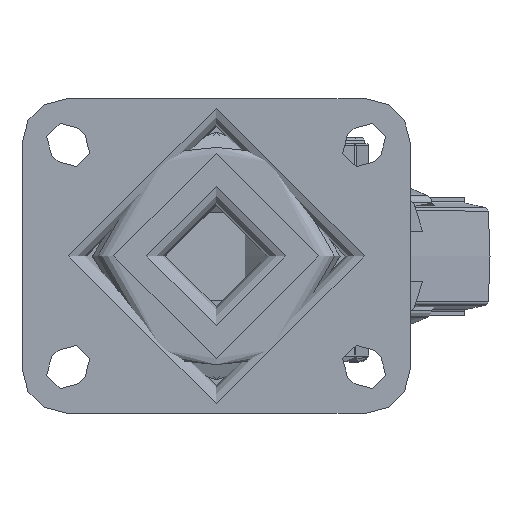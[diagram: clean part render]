
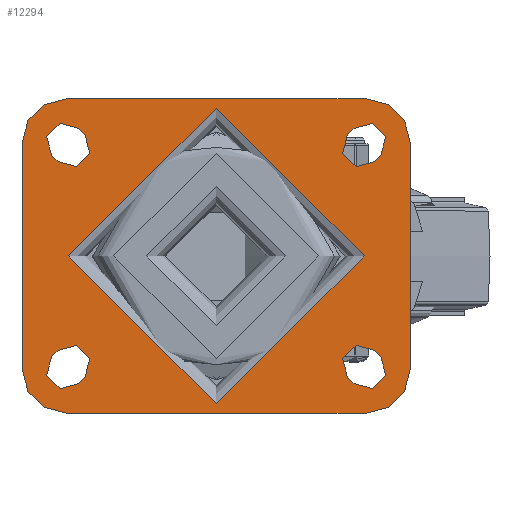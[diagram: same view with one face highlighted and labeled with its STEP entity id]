
A CAD part, top view. The second image highlights one B-rep face of the part: STEP entity #12294.
In plain terms, the highlighted planar face has unit normal (0, 0, 1).
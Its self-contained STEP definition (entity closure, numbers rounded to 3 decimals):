
#1150=FACE_BOUND('',#4474,.T.);
#1151=FACE_BOUND('',#4475,.T.);
#1152=FACE_BOUND('',#4476,.T.);
#1153=FACE_BOUND('',#4477,.T.);
#1154=FACE_BOUND('',#4478,.T.);
#1349=PLANE('',#13483);
#1880=LINE('',#22411,#2626);
#1881=LINE('',#22412,#2627);
#1882=LINE('',#22413,#2628);
#1883=LINE('',#22414,#2629);
#1884=LINE('',#22415,#2630);
#1885=LINE('',#22416,#2631);
#1886=LINE('',#22417,#2632);
#1887=LINE('',#22418,#2633);
#1888=LINE('',#22419,#2634);
#1889=LINE('',#22420,#2635);
#1890=LINE('',#22421,#2636);
#1891=LINE('',#22422,#2637);
#2626=VECTOR('',#15765,1000.);
#2627=VECTOR('',#15766,1000.);
#2628=VECTOR('',#15767,1000.);
#2629=VECTOR('',#15768,1000.);
#2630=VECTOR('',#15769,1000.);
#2631=VECTOR('',#15770,1000.);
#2632=VECTOR('',#15771,1000.);
#2633=VECTOR('',#15772,1000.);
#2634=VECTOR('',#15773,1000.);
#2635=VECTOR('',#15774,1000.);
#2636=VECTOR('',#15775,1000.);
#2637=VECTOR('',#15776,1000.);
#3611=FACE_OUTER_BOUND('',#4473,.T.);
#4473=EDGE_LOOP('',(#10338,#10339,#10340,#10341,#10342,#10343,#10344,#10345));
#4474=EDGE_LOOP('',(#10346));
#4475=EDGE_LOOP('',(#10347,#10348,#10349,#10350));
#4476=EDGE_LOOP('',(#10351,#10352,#10353,#10354));
#4477=EDGE_LOOP('',(#10355,#10356,#10357,#10358));
#4478=EDGE_LOOP('',(#10359,#10360,#10361,#10362));
#5102=CIRCLE('',#13407,5.125);
#5103=CIRCLE('',#13409,5.125);
#5106=CIRCLE('',#13413,5.125);
#5107=CIRCLE('',#13415,5.125);
#5109=CIRCLE('',#13418,5.125);
#5112=CIRCLE('',#13422,5.125);
#5113=CIRCLE('',#13424,5.125);
#5116=CIRCLE('',#13428,5.125);
#5117=CIRCLE('',#13430,12.);
#5119=CIRCLE('',#13433,12.);
#5121=CIRCLE('',#13436,12.);
#5123=CIRCLE('',#13439,12.);
#5126=CIRCLE('',#13444,40.);
#6003=VERTEX_POINT('',#22240);
#6004=VERTEX_POINT('',#22242);
#6005=VERTEX_POINT('',#22246);
#6006=VERTEX_POINT('',#22247);
#6011=VERTEX_POINT('',#22258);
#6012=VERTEX_POINT('',#22260);
#6013=VERTEX_POINT('',#22264);
#6014=VERTEX_POINT('',#22265);
#6017=VERTEX_POINT('',#22273);
#6018=VERTEX_POINT('',#22274);
#6023=VERTEX_POINT('',#22285);
#6024=VERTEX_POINT('',#22287);
#6025=VERTEX_POINT('',#22291);
#6026=VERTEX_POINT('',#22292);
#6031=VERTEX_POINT('',#22303);
#6032=VERTEX_POINT('',#22305);
#6033=VERTEX_POINT('',#22309);
#6034=VERTEX_POINT('',#22310);
#6037=VERTEX_POINT('',#22318);
#6038=VERTEX_POINT('',#22319);
#6041=VERTEX_POINT('',#22327);
#6042=VERTEX_POINT('',#22328);
#6045=VERTEX_POINT('',#22336);
#6046=VERTEX_POINT('',#22337);
#6050=VERTEX_POINT('',#22349);
#7481=EDGE_CURVE('',#6004,#6003,#5102,.T.);
#7483=EDGE_CURVE('',#6005,#6006,#5103,.T.);
#7489=EDGE_CURVE('',#6012,#6011,#5106,.T.);
#7491=EDGE_CURVE('',#6013,#6014,#5107,.T.);
#7495=EDGE_CURVE('',#6017,#6018,#5109,.T.);
#7501=EDGE_CURVE('',#6024,#6023,#5112,.T.);
#7503=EDGE_CURVE('',#6025,#6026,#5113,.T.);
#7509=EDGE_CURVE('',#6032,#6031,#5116,.T.);
#7511=EDGE_CURVE('',#6033,#6034,#5117,.T.);
#7515=EDGE_CURVE('',#6037,#6038,#5119,.T.);
#7519=EDGE_CURVE('',#6041,#6042,#5121,.T.);
#7523=EDGE_CURVE('',#6045,#6046,#5123,.T.);
#7529=EDGE_CURVE('',#6050,#6050,#5126,.T.);
#7558=EDGE_CURVE('',#6042,#6045,#1880,.T.);
#7559=EDGE_CURVE('',#6038,#6041,#1881,.T.);
#7560=EDGE_CURVE('',#6034,#6037,#1882,.T.);
#7561=EDGE_CURVE('',#6046,#6033,#1883,.T.);
#7562=EDGE_CURVE('',#6026,#6032,#1884,.T.);
#7563=EDGE_CURVE('',#6031,#6025,#1885,.T.);
#7564=EDGE_CURVE('',#6018,#6024,#1886,.T.);
#7565=EDGE_CURVE('',#6023,#6017,#1887,.T.);
#7566=EDGE_CURVE('',#6011,#6013,#1888,.T.);
#7567=EDGE_CURVE('',#6014,#6012,#1889,.T.);
#7568=EDGE_CURVE('',#6003,#6005,#1890,.T.);
#7569=EDGE_CURVE('',#6006,#6004,#1891,.T.);
#10338=ORIENTED_EDGE('',*,*,#7523,.F.);
#10339=ORIENTED_EDGE('',*,*,#7558,.F.);
#10340=ORIENTED_EDGE('',*,*,#7519,.F.);
#10341=ORIENTED_EDGE('',*,*,#7559,.F.);
#10342=ORIENTED_EDGE('',*,*,#7515,.F.);
#10343=ORIENTED_EDGE('',*,*,#7560,.F.);
#10344=ORIENTED_EDGE('',*,*,#7511,.F.);
#10345=ORIENTED_EDGE('',*,*,#7561,.F.);
#10346=ORIENTED_EDGE('',*,*,#7529,.F.);
#10347=ORIENTED_EDGE('',*,*,#7562,.T.);
#10348=ORIENTED_EDGE('',*,*,#7509,.T.);
#10349=ORIENTED_EDGE('',*,*,#7563,.T.);
#10350=ORIENTED_EDGE('',*,*,#7503,.T.);
#10351=ORIENTED_EDGE('',*,*,#7564,.T.);
#10352=ORIENTED_EDGE('',*,*,#7501,.T.);
#10353=ORIENTED_EDGE('',*,*,#7565,.T.);
#10354=ORIENTED_EDGE('',*,*,#7495,.T.);
#10355=ORIENTED_EDGE('',*,*,#7566,.T.);
#10356=ORIENTED_EDGE('',*,*,#7491,.T.);
#10357=ORIENTED_EDGE('',*,*,#7567,.T.);
#10358=ORIENTED_EDGE('',*,*,#7489,.T.);
#10359=ORIENTED_EDGE('',*,*,#7568,.T.);
#10360=ORIENTED_EDGE('',*,*,#7483,.T.);
#10361=ORIENTED_EDGE('',*,*,#7569,.T.);
#10362=ORIENTED_EDGE('',*,*,#7481,.T.);
#12294=ADVANCED_FACE('',(#3611,#1150,#1151,#1152,#1153,#1154),#1349,.T.);
#13407=AXIS2_PLACEMENT_3D('',#22243,#15583,#15584);
#13409=AXIS2_PLACEMENT_3D('',#22248,#15588,#15589);
#13413=AXIS2_PLACEMENT_3D('',#22261,#15599,#15600);
#13415=AXIS2_PLACEMENT_3D('',#22266,#15604,#15605);
#13418=AXIS2_PLACEMENT_3D('',#22275,#15612,#15613);
#13422=AXIS2_PLACEMENT_3D('',#22288,#15623,#15624);
#13424=AXIS2_PLACEMENT_3D('',#22293,#15628,#15629);
#13428=AXIS2_PLACEMENT_3D('',#22306,#15639,#15640);
#13430=AXIS2_PLACEMENT_3D('',#22311,#15644,#15645);
#13433=AXIS2_PLACEMENT_3D('',#22320,#15652,#15653);
#13436=AXIS2_PLACEMENT_3D('',#22329,#15660,#15661);
#13439=AXIS2_PLACEMENT_3D('',#22338,#15668,#15669);
#13444=AXIS2_PLACEMENT_3D('',#22350,#15681,#15682);
#13483=AXIS2_PLACEMENT_3D('',#22410,#15763,#15764);
#15583=DIRECTION('center_axis',(0.,0.,-1.));
#15584=DIRECTION('ref_axis',(-1.,0.,0.));
#15588=DIRECTION('center_axis',(0.,0.,-1.));
#15589=DIRECTION('ref_axis',(-1.,0.,0.));
#15599=DIRECTION('center_axis',(0.,0.,-1.));
#15600=DIRECTION('ref_axis',(-1.,0.,0.));
#15604=DIRECTION('center_axis',(0.,0.,-1.));
#15605=DIRECTION('ref_axis',(-1.,0.,0.));
#15612=DIRECTION('center_axis',(0.,0.,-1.));
#15613=DIRECTION('ref_axis',(1.,0.,0.));
#15623=DIRECTION('center_axis',(0.,0.,-1.));
#15624=DIRECTION('ref_axis',(1.,0.,0.));
#15628=DIRECTION('center_axis',(0.,0.,-1.));
#15629=DIRECTION('ref_axis',(1.,0.,0.));
#15639=DIRECTION('center_axis',(0.,0.,-1.));
#15640=DIRECTION('ref_axis',(1.,0.,0.));
#15644=DIRECTION('center_axis',(0.,0.,-1.));
#15645=DIRECTION('ref_axis',(-0.707,0.707,0.));
#15652=DIRECTION('center_axis',(0.,0.,-1.));
#15653=DIRECTION('ref_axis',(0.707,0.707,0.));
#15660=DIRECTION('center_axis',(0.,0.,-1.));
#15661=DIRECTION('ref_axis',(0.707,-0.707,0.));
#15668=DIRECTION('center_axis',(0.,0.,-1.));
#15669=DIRECTION('ref_axis',(-0.707,-0.707,0.));
#15681=DIRECTION('center_axis',(0.,0.,1.));
#15682=DIRECTION('ref_axis',(1.,0.,0.));
#15763=DIRECTION('center_axis',(0.,0.,1.));
#15764=DIRECTION('ref_axis',(1.,0.,0.));
#15765=DIRECTION('',(-1.,0.,0.));
#15766=DIRECTION('',(0.,-1.,0.));
#15767=DIRECTION('',(1.,0.,0.));
#15768=DIRECTION('',(0.,1.,0.));
#15769=DIRECTION('',(-0.707,0.707,0.));
#15770=DIRECTION('',(0.707,-0.707,0.));
#15771=DIRECTION('',(-0.707,-0.707,0.));
#15772=DIRECTION('',(0.707,0.707,0.));
#15773=DIRECTION('',(-0.707,-0.707,0.));
#15774=DIRECTION('',(0.707,0.707,0.));
#15775=DIRECTION('',(-0.707,0.707,0.));
#15776=DIRECTION('',(0.707,-0.707,0.));
#22240=CARTESIAN_POINT('',(37.26,-34.508,0.));
#22242=CARTESIAN_POINT('',(44.508,-27.26,0.));
#22243=CARTESIAN_POINT('Origin',(40.884,-30.884,0.));
#22246=CARTESIAN_POINT('',(35.492,-32.74,0.));
#22247=CARTESIAN_POINT('',(42.74,-25.492,0.));
#22248=CARTESIAN_POINT('Origin',(39.116,-29.116,0.));
#22258=CARTESIAN_POINT('',(44.508,27.26,0.));
#22260=CARTESIAN_POINT('',(37.26,34.508,0.));
#22261=CARTESIAN_POINT('Origin',(40.884,30.884,0.));
#22264=CARTESIAN_POINT('',(42.74,25.492,0.));
#22265=CARTESIAN_POINT('',(35.492,32.74,0.));
#22266=CARTESIAN_POINT('Origin',(39.116,29.116,0.));
#22273=CARTESIAN_POINT('',(-42.74,-25.492,0.));
#22274=CARTESIAN_POINT('',(-35.492,-32.74,0.));
#22275=CARTESIAN_POINT('Origin',(-39.116,-29.116,0.));
#22285=CARTESIAN_POINT('',(-44.508,-27.26,0.));
#22287=CARTESIAN_POINT('',(-37.26,-34.508,0.));
#22288=CARTESIAN_POINT('Origin',(-40.884,-30.884,0.));
#22291=CARTESIAN_POINT('',(-35.492,32.74,0.));
#22292=CARTESIAN_POINT('',(-42.74,25.492,0.));
#22293=CARTESIAN_POINT('Origin',(-39.116,29.116,0.));
#22303=CARTESIAN_POINT('',(-37.26,34.508,0.));
#22305=CARTESIAN_POINT('',(-44.508,27.26,0.));
#22306=CARTESIAN_POINT('Origin',(-40.884,30.884,0.));
#22309=CARTESIAN_POINT('',(-52.5,30.5,0.));
#22310=CARTESIAN_POINT('',(-40.5,42.5,0.));
#22311=CARTESIAN_POINT('Origin',(-40.5,30.5,0.));
#22318=CARTESIAN_POINT('',(40.5,42.5,0.));
#22319=CARTESIAN_POINT('',(52.5,30.5,0.));
#22320=CARTESIAN_POINT('Origin',(40.5,30.5,0.));
#22327=CARTESIAN_POINT('',(52.5,-30.5,0.));
#22328=CARTESIAN_POINT('',(40.5,-42.5,0.));
#22329=CARTESIAN_POINT('Origin',(40.5,-30.5,0.));
#22336=CARTESIAN_POINT('',(-40.5,-42.5,0.));
#22337=CARTESIAN_POINT('',(-52.5,-30.5,0.));
#22338=CARTESIAN_POINT('Origin',(-40.5,-30.5,0.));
#22349=CARTESIAN_POINT('',(40.,0.,0.));
#22350=CARTESIAN_POINT('Origin',(0.,0.,0.));
#22410=CARTESIAN_POINT('Origin',(0.,0.,0.));
#22411=CARTESIAN_POINT('',(52.5,-42.5,0.));
#22412=CARTESIAN_POINT('',(52.5,42.5,0.));
#22413=CARTESIAN_POINT('',(-52.5,42.5,0.));
#22414=CARTESIAN_POINT('',(-52.5,-42.5,0.));
#22415=CARTESIAN_POINT('',(-44.508,27.26,0.));
#22416=CARTESIAN_POINT('',(-37.26,34.508,0.));
#22417=CARTESIAN_POINT('',(-37.26,-34.508,0.));
#22418=CARTESIAN_POINT('',(-44.508,-27.26,0.));
#22419=CARTESIAN_POINT('',(44.508,27.26,0.));
#22420=CARTESIAN_POINT('',(37.26,34.508,0.));
#22421=CARTESIAN_POINT('',(37.26,-34.508,0.));
#22422=CARTESIAN_POINT('',(44.508,-27.26,0.));
